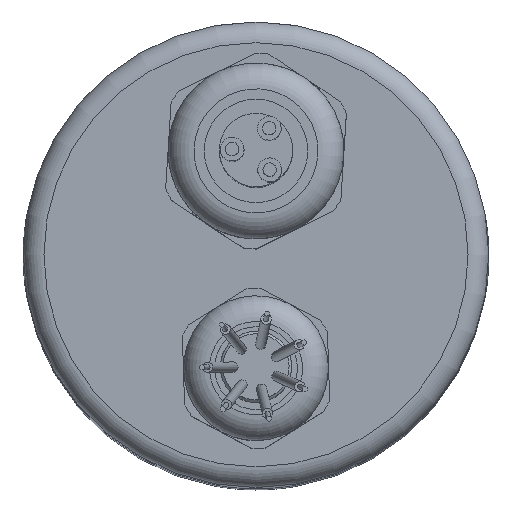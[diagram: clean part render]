
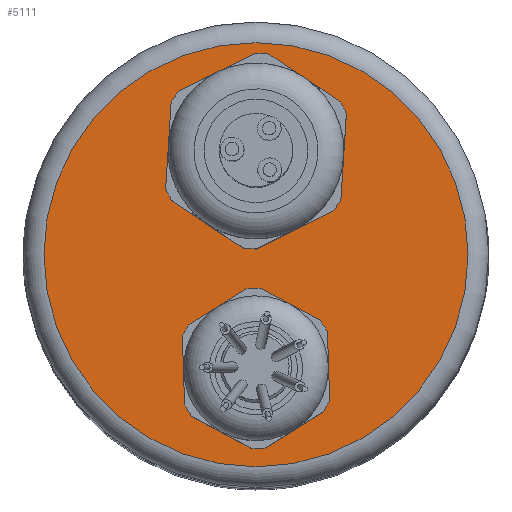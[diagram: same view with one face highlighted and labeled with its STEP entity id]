
A CAD part, top view. The second image highlights one B-rep face of the part: STEP entity #5111.
In plain terms, the highlighted planar face has unit normal (0, 0, 1).
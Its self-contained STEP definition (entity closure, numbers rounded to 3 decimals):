
#278 = FACE_BOUND ( 'NONE', #18492, .T. ) ;
#557 = DIRECTION ( 'NONE',  ( 0., -1., 0. ) ) ;
#1631 = DIRECTION ( 'NONE',  ( -1., 0., 0. ) ) ;
#4015 = CIRCLE ( 'NONE', #13818, 8. ) ;
#4876 = DIRECTION ( 'NONE',  ( 0., 0., 1. ) ) ;
#4901 = EDGE_LOOP ( 'NONE', ( #8675 ) ) ;
#5111 = ADVANCED_FACE ( 'NONE', ( #7814, #278, #12360 ), #16933, .F. ) ;
#5577 = CIRCLE ( 'NONE', #16648, 20.5 ) ;
#5752 = CIRCLE ( 'NONE', #16818, 5.625 ) ;
#6533 = EDGE_CURVE ( 'NONE', #17566, #17566, #5752, .T. ) ;
#6624 = VERTEX_POINT ( 'NONE', #9326 ) ;
#7416 = DIRECTION ( 'NONE',  ( -1., 0., 0. ) ) ;
#7814 = FACE_BOUND ( 'NONE', #4901, .T. ) ;
#7888 = CARTESIAN_POINT ( 'NONE',  ( 0., 0., 136. ) ) ;
#7903 = DIRECTION ( 'NONE',  ( 0., -1., 0. ) ) ;
#8675 = ORIENTED_EDGE ( 'NONE', *, *, #6533, .T. ) ;
#8747 = AXIS2_PLACEMENT_3D ( 'NONE', #9405, #15448, #7903 ) ;
#9138 = CARTESIAN_POINT ( 'NONE',  ( 0., -20.5, 136. ) ) ;
#9326 = CARTESIAN_POINT ( 'NONE',  ( -8., 10., 136. ) ) ;
#9405 = CARTESIAN_POINT ( 'NONE',  ( 0., 0., 136. ) ) ;
#10460 = EDGE_LOOP ( 'NONE', ( #12632 ) ) ;
#10507 = VERTEX_POINT ( 'NONE', #9138 ) ;
#11883 = ORIENTED_EDGE ( 'NONE', *, *, #12887, .F. ) ;
#11990 = EDGE_CURVE ( 'NONE', #10507, #10507, #5577, .T. ) ;
#12360 = FACE_OUTER_BOUND ( 'NONE', #10460, .T. ) ;
#12632 = ORIENTED_EDGE ( 'NONE', *, *, #11990, .T. ) ;
#12887 = EDGE_CURVE ( 'NONE', #6624, #6624, #4015, .T. ) ;
#13818 = AXIS2_PLACEMENT_3D ( 'NONE', #18171, #4876, #1631 ) ;
#15152 = CARTESIAN_POINT ( 'NONE',  ( 0., -11., 136. ) ) ;
#15448 = DIRECTION ( 'NONE',  ( 0., 0., -1. ) ) ;
#16278 = CARTESIAN_POINT ( 'NONE',  ( -5.625, -11., 136. ) ) ;
#16530 = DIRECTION ( 'NONE',  ( 0., 0., -1. ) ) ;
#16648 = AXIS2_PLACEMENT_3D ( 'NONE', #7888, #17211, #557 ) ;
#16818 = AXIS2_PLACEMENT_3D ( 'NONE', #15152, #16530, #7416 ) ;
#16933 = PLANE ( 'NONE',  #8747 ) ;
#17211 = DIRECTION ( 'NONE',  ( 0., 0., 1. ) ) ;
#17566 = VERTEX_POINT ( 'NONE', #16278 ) ;
#18171 = CARTESIAN_POINT ( 'NONE',  ( 0., 10., 136. ) ) ;
#18492 = EDGE_LOOP ( 'NONE', ( #11883 ) ) ;
